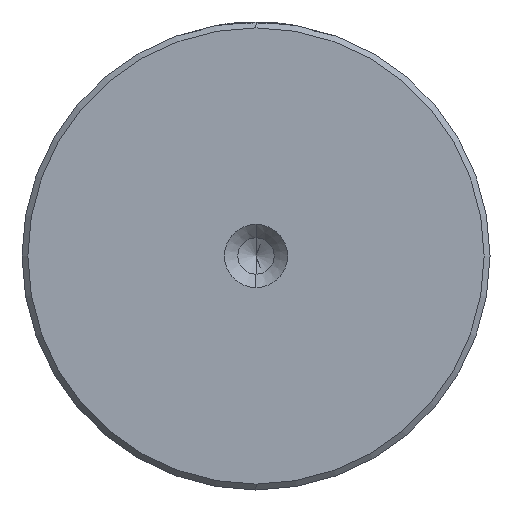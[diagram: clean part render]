
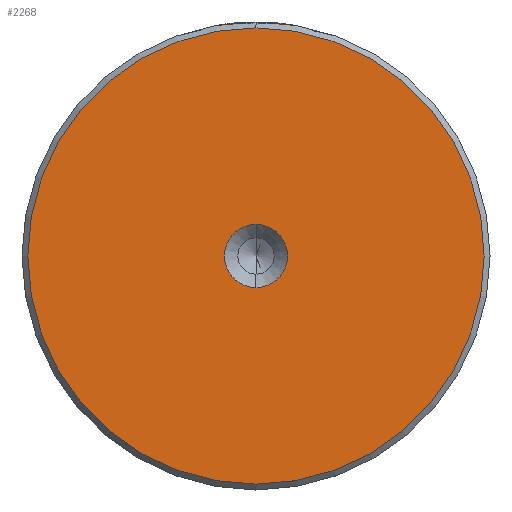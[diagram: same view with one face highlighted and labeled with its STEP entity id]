
A CAD part, left-side view. The second image highlights one B-rep face of the part: STEP entity #2268.
In plain terms, the highlighted planar face has unit normal (-1, 0, 0).
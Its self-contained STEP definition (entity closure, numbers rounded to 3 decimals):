
#5 = AXIS2_PLACEMENT_3D ( 'NONE', #185, #1541, #389 ) ;
#177 = AXIS2_PLACEMENT_3D ( 'NONE', #640, #1970, #850 ) ;
#185 = CARTESIAN_POINT ( 'NONE',  ( 0., 0., 0. ) ) ;
#262 = CARTESIAN_POINT ( 'NONE',  ( 0., 0., 0. ) ) ;
#389 = DIRECTION ( 'NONE',  ( 0., 0., 1. ) ) ;
#445 = DIRECTION ( 'NONE',  ( -1., 0., 0. ) ) ;
#460 = CARTESIAN_POINT ( 'NONE',  ( 0., 0., -19.5 ) ) ;
#461 = DIRECTION ( 'NONE',  ( 0., 0., 1. ) ) ;
#503 = ORIENTED_EDGE ( 'NONE', *, *, #2222, .T. ) ;
#636 = VERTEX_POINT ( 'NONE', #916 ) ;
#640 = CARTESIAN_POINT ( 'NONE',  ( 0., 0., 0. ) ) ;
#755 = CIRCLE ( 'NONE', #994, 19.5 ) ;
#850 = DIRECTION ( 'NONE',  ( 0., 0., 1. ) ) ;
#916 = CARTESIAN_POINT ( 'NONE',  ( 0., 0., 2.7 ) ) ;
#919 = CARTESIAN_POINT ( 'NONE',  ( 0., 0., -2.7 ) ) ;
#994 = AXIS2_PLACEMENT_3D ( 'NONE', #1591, #445, #1774 ) ;
#1038 = EDGE_CURVE ( 'NONE', #1551, #636, #1569, .T. ) ;
#1044 = DIRECTION ( 'NONE',  ( -1., 0., 0. ) ) ;
#1085 = ORIENTED_EDGE ( 'NONE', *, *, #1334, .F. ) ;
#1292 = CARTESIAN_POINT ( 'NONE',  ( 0., 0., 19.5 ) ) ;
#1334 = EDGE_CURVE ( 'NONE', #636, #1551, #2025, .T. ) ;
#1393 = EDGE_CURVE ( 'NONE', #2352, #2271, #1792, .T. ) ;
#1425 = AXIS2_PLACEMENT_3D ( 'NONE', #262, #1608, #461 ) ;
#1454 = ORIENTED_EDGE ( 'NONE', *, *, #1393, .T. ) ;
#1541 = DIRECTION ( 'NONE',  ( -1., 0., 0. ) ) ;
#1551 = VERTEX_POINT ( 'NONE', #919 ) ;
#1569 = CIRCLE ( 'NONE', #177, 2.7 ) ;
#1591 = CARTESIAN_POINT ( 'NONE',  ( 0., 0., 0. ) ) ;
#1605 = CARTESIAN_POINT ( 'NONE',  ( 0., 0., 0. ) ) ;
#1608 = DIRECTION ( 'NONE',  ( -1., 0., 0. ) ) ;
#1774 = DIRECTION ( 'NONE',  ( 0., 0., 1. ) ) ;
#1792 = CIRCLE ( 'NONE', #1425, 19.5 ) ;
#1872 = EDGE_LOOP ( 'NONE', ( #503, #1454 ) ) ;
#1876 = ORIENTED_EDGE ( 'NONE', *, *, #1038, .F. ) ;
#1970 = DIRECTION ( 'NONE',  ( -1., 0., 0. ) ) ;
#2008 = FACE_OUTER_BOUND ( 'NONE', #1872, .T. ) ;
#2025 = CIRCLE ( 'NONE', #5, 2.7 ) ;
#2077 = FACE_BOUND ( 'NONE', #2100, .T. ) ;
#2100 = EDGE_LOOP ( 'NONE', ( #1085, #1876 ) ) ;
#2165 = PLANE ( 'NONE',  #2329 ) ;
#2222 = EDGE_CURVE ( 'NONE', #2271, #2352, #755, .T. ) ;
#2268 = ADVANCED_FACE ( 'NONE', ( #2008, #2077 ), #2165, .T. ) ;
#2271 = VERTEX_POINT ( 'NONE', #460 ) ;
#2329 = AXIS2_PLACEMENT_3D ( 'NONE', #1605, #1044, #2343 ) ;
#2343 = DIRECTION ( 'NONE',  ( 0., 0., 1. ) ) ;
#2352 = VERTEX_POINT ( 'NONE', #1292 ) ;
